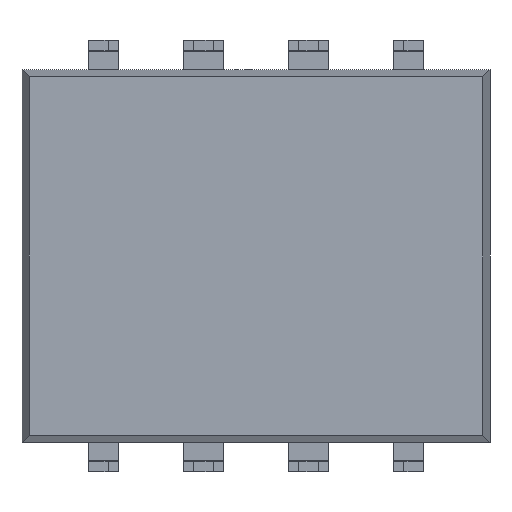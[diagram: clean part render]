
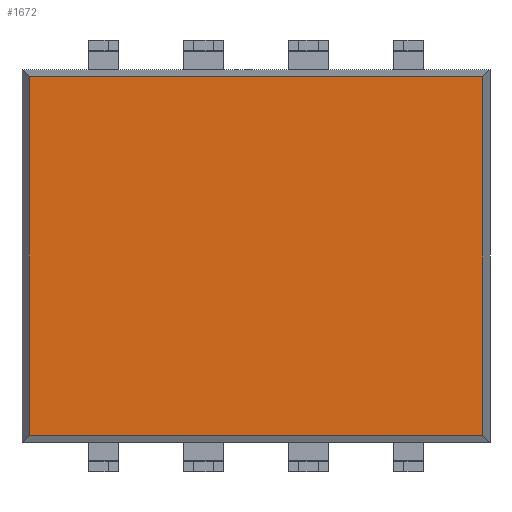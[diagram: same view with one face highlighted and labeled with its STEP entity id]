
A CAD part, front view. The second image highlights one B-rep face of the part: STEP entity #1672.
In plain terms, the highlighted planar face has unit normal (0, -1, 0).
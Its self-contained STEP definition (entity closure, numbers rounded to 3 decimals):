
#40 = PLANE ( 'NONE',  #3034 ) ;
#184 = EDGE_CURVE ( 'NONE', #531, #1813, #1022, .T. ) ;
#242 = ORIENTED_EDGE ( 'NONE', *, *, #2698, .T. ) ;
#300 = VERTEX_POINT ( 'NONE', #1712 ) ;
#315 = ORIENTED_EDGE ( 'NONE', *, *, #184, .T. ) ;
#392 = DIRECTION ( 'NONE',  ( 0., 0., 1. ) ) ;
#458 = VECTOR ( 'NONE', #3459, 1000. ) ;
#496 = LINE ( 'NONE', #3060, #2261 ) ;
#531 = VERTEX_POINT ( 'NONE', #3650 ) ;
#891 = FACE_OUTER_BOUND ( 'NONE', #3569, .T. ) ;
#1022 = LINE ( 'NONE', #3582, #1541 ) ;
#1137 = EDGE_CURVE ( 'NONE', #300, #531, #496, .T. ) ;
#1541 = VECTOR ( 'NONE', #1589, 1000. ) ;
#1589 = DIRECTION ( 'NONE',  ( 1., 0., 0. ) ) ;
#1672 = ADVANCED_FACE ( 'NONE', ( #891 ), #40, .T. ) ;
#1712 = CARTESIAN_POINT ( 'NONE',  ( -5.474, 0.38, 4.324 ) ) ;
#1805 = ORIENTED_EDGE ( 'NONE', *, *, #1137, .T. ) ;
#1813 = VERTEX_POINT ( 'NONE', #2837 ) ;
#1961 = EDGE_CURVE ( 'NONE', #1813, #2895, #2116, .T. ) ;
#1988 = LINE ( 'NONE', #3482, #458 ) ;
#2116 = LINE ( 'NONE', #2968, #3161 ) ;
#2261 = VECTOR ( 'NONE', #2506, 1000. ) ;
#2339 = CARTESIAN_POINT ( 'NONE',  ( 5.65, 0.38, -4.5 ) ) ;
#2356 = DIRECTION ( 'NONE',  ( 0., 0., -1. ) ) ;
#2506 = DIRECTION ( 'NONE',  ( 0., 0., -1. ) ) ;
#2698 = EDGE_CURVE ( 'NONE', #2895, #300, #1988, .T. ) ;
#2837 = CARTESIAN_POINT ( 'NONE',  ( 5.474, 0.38, -4.324 ) ) ;
#2895 = VERTEX_POINT ( 'NONE', #3593 ) ;
#2968 = CARTESIAN_POINT ( 'NONE',  ( 5.474, 0.38, -4.5 ) ) ;
#3034 = AXIS2_PLACEMENT_3D ( 'NONE', #2339, #3489, #2356 ) ;
#3060 = CARTESIAN_POINT ( 'NONE',  ( -5.474, 0.38, -4.5 ) ) ;
#3161 = VECTOR ( 'NONE', #392, 1000. ) ;
#3256 = ORIENTED_EDGE ( 'NONE', *, *, #1961, .T. ) ;
#3459 = DIRECTION ( 'NONE',  ( -1., 0., 0. ) ) ;
#3482 = CARTESIAN_POINT ( 'NONE',  ( 5.65, 0.38, 4.324 ) ) ;
#3489 = DIRECTION ( 'NONE',  ( 0., -1., 0. ) ) ;
#3569 = EDGE_LOOP ( 'NONE', ( #3256, #242, #1805, #315 ) ) ;
#3582 = CARTESIAN_POINT ( 'NONE',  ( 5.65, 0.38, -4.324 ) ) ;
#3593 = CARTESIAN_POINT ( 'NONE',  ( 5.474, 0.38, 4.324 ) ) ;
#3650 = CARTESIAN_POINT ( 'NONE',  ( -5.474, 0.38, -4.324 ) ) ;
